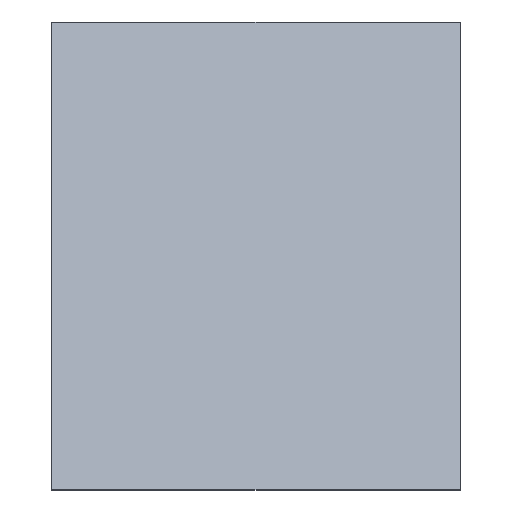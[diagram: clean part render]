
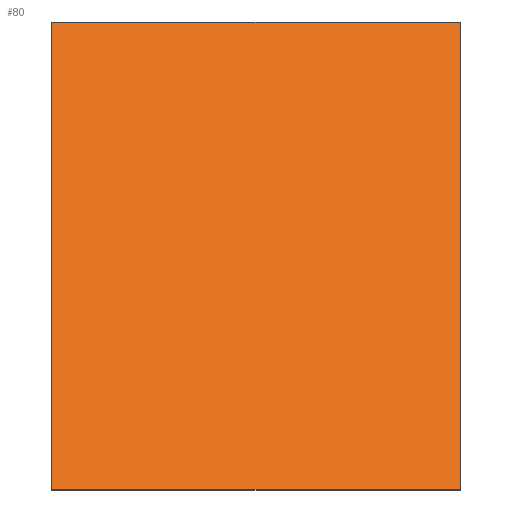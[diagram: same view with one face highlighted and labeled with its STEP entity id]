
A CAD part, front view. The second image highlights one B-rep face of the part: STEP entity #80.
In plain terms, the highlighted planar face has unit normal (0, -0.819, 0.574).
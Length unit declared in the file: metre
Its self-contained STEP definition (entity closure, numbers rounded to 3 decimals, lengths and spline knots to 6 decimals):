
#20=ORIENTED_EDGE('',*,*,#37,.F.);
#21=ORIENTED_EDGE('',*,*,#33,.F.);
#22=ORIENTED_EDGE('',*,*,#38,.T.);
#23=ORIENTED_EDGE('',*,*,#35,.T.);
#33=EDGE_CURVE('',#42,#40,#48,.T.);
#35=EDGE_CURVE('',#44,#43,#50,.T.);
#37=EDGE_CURVE('',#40,#43,#52,.T.);
#38=EDGE_CURVE('',#42,#44,#53,.T.);
#40=VERTEX_POINT('',#126);
#42=VERTEX_POINT('',#130);
#43=VERTEX_POINT('',#134);
#44=VERTEX_POINT('',#136);
#48=LINE('',#131,#57);
#50=LINE('',#135,#59);
#52=LINE('',#139,#61);
#53=LINE('',#140,#62);
#57=VECTOR('',#108,1.);
#59=VECTOR('',#112,1.);
#61=VECTOR('',#116,1.);
#62=VECTOR('',#117,1.);
#65=EDGE_LOOP('',(#20,#21,#22,#23));
#70=FACE_BOUND('',#65,.T.);
#75=PLANE('',#98);
#80=ADVANCED_FACE('',(#70),#75,.T.);
#98=AXIS2_PLACEMENT_3D('',#138,#114,#115);
#108=DIRECTION('',(-1.,0.,0.));
#112=DIRECTION('',(-1.,0.,0.));
#114=DIRECTION('',(0.,-0.819,0.574));
#115=DIRECTION('',(0.,-0.574,-0.819));
#116=DIRECTION('',(0.,0.574,0.819));
#117=DIRECTION('',(0.,0.574,0.819));
#126=CARTESIAN_POINT('',(0.,-0.080301,0.));
#130=CARTESIAN_POINT('',(0.1,-0.080301,0.));
#131=CARTESIAN_POINT('',(0.1,-0.080301,0.));
#134=CARTESIAN_POINT('',(0.,0.,0.114681));
#135=CARTESIAN_POINT('',(0.1,0.,0.114681));
#136=CARTESIAN_POINT('',(0.1,0.,0.114681));
#138=CARTESIAN_POINT('',(0.1,-0.04015,0.057341));
#139=CARTESIAN_POINT('',(0.,-0.04015,0.057341));
#140=CARTESIAN_POINT('',(0.1,-0.04015,0.057341));
